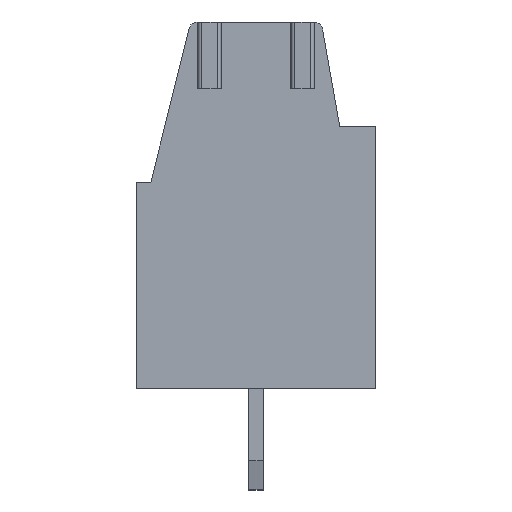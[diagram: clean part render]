
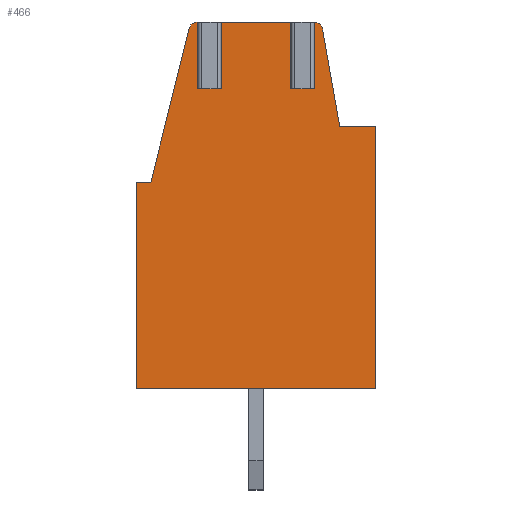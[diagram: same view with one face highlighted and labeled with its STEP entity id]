
A CAD part, left-side view. The second image highlights one B-rep face of the part: STEP entity #466.
In plain terms, the highlighted planar face has unit normal (-1, 0, 0).
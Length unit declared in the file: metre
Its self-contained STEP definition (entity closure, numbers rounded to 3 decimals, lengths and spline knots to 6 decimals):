
#466=ADVANCED_FACE('',(#947),#948,.T.);
#947=FACE_OUTER_BOUND('',#1428,.T.);
#948=PLANE('',#1429);
#1428=EDGE_LOOP('',(#2778,#2779,#2780,#2781,#2782,#2783,#2784,#2785,#2786,#2787,#2788,#2789,#2790,#2791,#2792,#2793,#2794,#2795));
#1429=AXIS2_PLACEMENT_3D('',#2796,#2797,#2798);
#2778=ORIENTED_EDGE('',*,*,#3390,.F.);
#2779=ORIENTED_EDGE('',*,*,#2907,.F.);
#2780=ORIENTED_EDGE('',*,*,#2879,.T.);
#2781=ORIENTED_EDGE('',*,*,#3055,.T.);
#2782=ORIENTED_EDGE('',*,*,#3051,.T.);
#2783=ORIENTED_EDGE('',*,*,#3393,.T.);
#2784=ORIENTED_EDGE('',*,*,#3188,.F.);
#2785=ORIENTED_EDGE('',*,*,#3077,.T.);
#2786=ORIENTED_EDGE('',*,*,#3059,.T.);
#2787=ORIENTED_EDGE('',*,*,#3071,.T.);
#2788=ORIENTED_EDGE('',*,*,#3183,.T.);
#2789=ORIENTED_EDGE('',*,*,#2923,.F.);
#2790=ORIENTED_EDGE('',*,*,#3363,.T.);
#2791=ORIENTED_EDGE('',*,*,#3313,.T.);
#2792=ORIENTED_EDGE('',*,*,#3375,.F.);
#2793=ORIENTED_EDGE('',*,*,#2915,.F.);
#2794=ORIENTED_EDGE('',*,*,#3378,.T.);
#2795=ORIENTED_EDGE('',*,*,#3304,.T.);
#2796=CARTESIAN_POINT('',(0.066232,0.356075,-0.000191));
#2797=DIRECTION('',(-1.0,0.,0.));
#2798=DIRECTION('',(0.,0.,1.0));
#2879=EDGE_CURVE('',#3442,#3440,#3443,.T.);
#2907=EDGE_CURVE('',#3442,#3488,#3489,.T.);
#2915=EDGE_CURVE('',#3502,#3504,#3505,.T.);
#2923=EDGE_CURVE('',#3518,#3520,#3521,.T.);
#3051=EDGE_CURVE('',#3707,#3704,#3708,.T.);
#3055=EDGE_CURVE('',#3440,#3707,#3713,.T.);
#3059=EDGE_CURVE('',#3719,#3717,#3720,.T.);
#3071=EDGE_CURVE('',#3717,#3739,#3741,.T.);
#3077=EDGE_CURVE('',#3749,#3719,#3750,.T.);
#3183=EDGE_CURVE('',#3739,#3520,#3918,.T.);
#3188=EDGE_CURVE('',#3749,#3925,#3926,.T.);
#3304=EDGE_CURVE('',#4087,#4088,#4089,.T.);
#3313=EDGE_CURVE('',#4104,#4105,#4106,.T.);
#3363=EDGE_CURVE('',#3518,#4104,#4168,.T.);
#3375=EDGE_CURVE('',#3504,#4105,#4180,.T.);
#3378=EDGE_CURVE('',#3502,#4087,#4183,.T.);
#3390=EDGE_CURVE('',#3488,#4088,#4195,.T.);
#3393=EDGE_CURVE('',#3704,#3925,#4198,.T.);
#3440=VERTEX_POINT('',#4268);
#3442=VERTEX_POINT('',#4271);
#3443=CIRCLE('',#4272,0.000298);
#3488=VERTEX_POINT('',#4333);
#3489=LINE('',#4334,#4335);
#3502=VERTEX_POINT('',#4351);
#3504=VERTEX_POINT('',#4353);
#3505=LINE('',#4354,#4355);
#3518=VERTEX_POINT('',#4371);
#3520=VERTEX_POINT('',#4373);
#3521=LINE('',#4374,#4375);
#3704=VERTEX_POINT('',#4630);
#3707=VERTEX_POINT('',#4634);
#3708=LINE('',#4635,#4636);
#3713=LINE('',#4643,#4644);
#3717=VERTEX_POINT('',#4649);
#3719=VERTEX_POINT('',#4652);
#3720=LINE('',#4653,#4654);
#3739=VERTEX_POINT('',#4682);
#3741=LINE('',#4685,#4686);
#3749=VERTEX_POINT('',#4698);
#3750=LINE('',#4699,#4700);
#3918=CIRCLE('',#4968,0.000298);
#3925=VERTEX_POINT('',#4978);
#3926=LINE('',#4979,#4980);
#4087=VERTEX_POINT('',#5204);
#4088=VERTEX_POINT('',#5205);
#4089=LINE('',#5206,#5207);
#4104=VERTEX_POINT('',#5225);
#4105=VERTEX_POINT('',#5226);
#4106=LINE('',#5227,#5228);
#4168=LINE('',#5317,#5318);
#4180=LINE('',#5335,#5336);
#4183=LINE('',#5340,#5341);
#4195=LINE('',#5358,#5359);
#4198=LINE('',#5362,#5363);
#4268=CARTESIAN_POINT('',(0.066232,0.361051,0.010482));
#4271=CARTESIAN_POINT('',(0.066232,0.360775,0.010669));
#4272=AXIS2_PLACEMENT_3D('',#5407,#5408,#5409);
#4333=CARTESIAN_POINT('',(0.066232,0.360739,0.010669));
#4334=CARTESIAN_POINT('',(0.066232,0.360775,0.010669));
#4335=VECTOR('',#5446,1.0);
#4351=CARTESIAN_POINT('',(0.066232,0.359984,0.010669));
#4353=CARTESIAN_POINT('',(0.066232,0.357537,0.010669));
#4354=CARTESIAN_POINT('',(0.066232,0.360775,0.010669));
#4355=VECTOR('',#5462,1.0);
#4371=CARTESIAN_POINT('',(0.066232,0.356782,0.010669));
#4373=CARTESIAN_POINT('',(0.066232,0.356764,0.010669));
#4374=CARTESIAN_POINT('',(0.066232,0.360775,0.010669));
#4375=VECTOR('',#5478,1.0);
#4630=CARTESIAN_POINT('',(0.066232,0.36286,0.005158));
#4634=CARTESIAN_POINT('',(0.066232,0.362379,0.005158));
#4635=CARTESIAN_POINT('',(0.066232,0.370692,0.005158));
#4636=VECTOR('',#5606,1.0);
#4643=CARTESIAN_POINT('',(0.066232,0.362379,0.005158));
#4644=VECTOR('',#5609,1.0);
#4649=CARTESIAN_POINT('',(0.066232,0.355879,0.007057));
#4652=CARTESIAN_POINT('',(0.066232,0.354661,0.007057));
#4653=CARTESIAN_POINT('',(0.066232,0.355879,0.007057));
#4654=VECTOR('',#5612,1.0);
#4682=CARTESIAN_POINT('',(0.066232,0.356466,0.010387));
#4685=CARTESIAN_POINT('',(0.066232,0.35647,0.01041));
#4686=VECTOR('',#5623,1.0);
#4698=CARTESIAN_POINT('',(0.066232,0.354661,-0.001931));
#4699=CARTESIAN_POINT('',(0.066232,0.354661,0.007057));
#4700=VECTOR('',#5628,1.0);
#4968=AXIS2_PLACEMENT_3D('',#5724,#5725,#5726);
#4978=CARTESIAN_POINT('',(0.066232,0.36286,-0.001931));
#4979=CARTESIAN_POINT('',(0.066232,0.370692,-0.001931));
#4980=VECTOR('',#5730,1.0);
#5204=CARTESIAN_POINT('',(0.066232,0.359984,0.008369));
#5205=CARTESIAN_POINT('',(0.066232,0.360739,0.008369));
#5206=CARTESIAN_POINT('',(0.066232,0.36134,0.008369));
#5207=VECTOR('',#5827,1.0);
#5225=CARTESIAN_POINT('',(0.066232,0.356782,0.008369));
#5226=CARTESIAN_POINT('',(0.066232,0.357537,0.008369));
#5227=CARTESIAN_POINT('',(0.066232,0.36134,0.008369));
#5228=VECTOR('',#5843,1.0);
#5317=CARTESIAN_POINT('',(0.066232,0.356782,0.027911));
#5318=VECTOR('',#5883,1.0);
#5335=CARTESIAN_POINT('',(0.066232,0.357537,0.027911));
#5336=VECTOR('',#5889,1.0);
#5340=CARTESIAN_POINT('',(0.066232,0.359984,0.027911));
#5341=VECTOR('',#5891,1.0);
#5358=CARTESIAN_POINT('',(0.066232,0.360739,0.027911));
#5359=VECTOR('',#5897,1.0);
#5362=CARTESIAN_POINT('',(0.066232,0.36286,0.005158));
#5363=VECTOR('',#5898,1.0);
#5407=CARTESIAN_POINT('',(0.066232,0.360775,0.010371));
#5408=DIRECTION('',(-1.0,0.,0.));
#5409=DIRECTION('',(0.,-0.616,-0.788));
#5446=DIRECTION('',(0.,-1.0,0.));
#5462=DIRECTION('',(0.,-1.0,0.));
#5478=DIRECTION('',(0.,-1.0,0.));
#5606=DIRECTION('',(0.,1.0,0.));
#5609=DIRECTION('',(0.,0.242,-0.97));
#5612=DIRECTION('',(0.,1.0,0.));
#5623=DIRECTION('',(0.,0.174,0.985));
#5628=DIRECTION('',(0.,0.,1.0));
#5724=CARTESIAN_POINT('',(0.066232,0.356764,0.010371));
#5725=DIRECTION('',(-1.0,0.,0.));
#5726=DIRECTION('',(0.,0.643,-0.766));
#5730=DIRECTION('',(0.,1.0,0.));
#5827=DIRECTION('',(0.,1.0,0.));
#5843=DIRECTION('',(0.,1.0,0.));
#5883=DIRECTION('',(0.,0.,-1.0));
#5889=DIRECTION('',(0.,0.,-1.0));
#5891=DIRECTION('',(0.,0.,-1.0));
#5897=DIRECTION('',(0.,0.,-1.0));
#5898=DIRECTION('',(0.,0.,-1.0));
